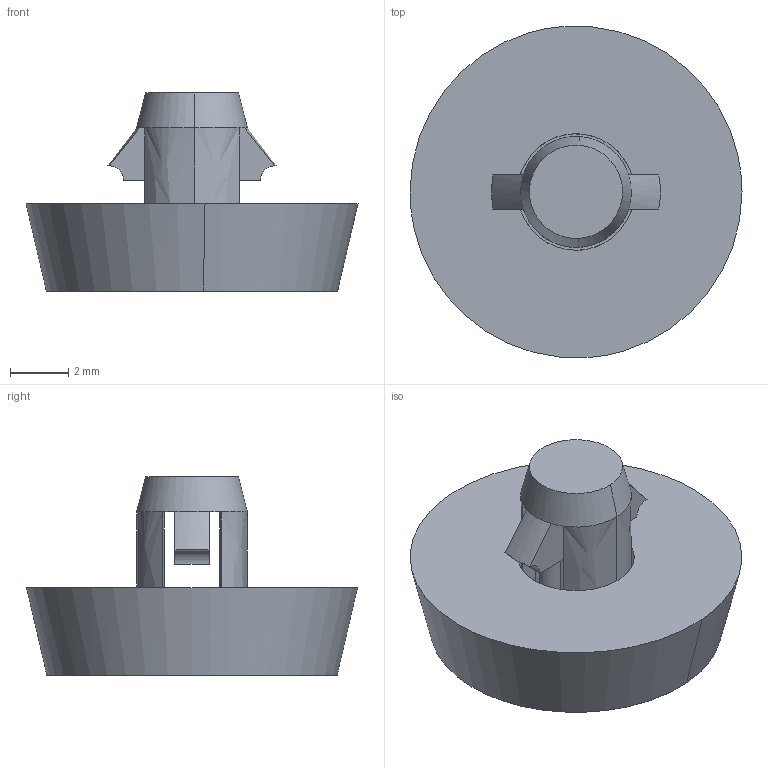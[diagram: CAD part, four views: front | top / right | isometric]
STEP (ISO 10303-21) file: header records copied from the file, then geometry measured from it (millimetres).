
FILE_DESCRIPTION((''),'2;1');
FILE_NAME('','2005-12-14T16:36:06',(''),(''),'','CADfix','');
FILE_SCHEMA(('AUTOMOTIVE_DESIGN'));
Length unit declared in the file: millimetre
Products named in the file (3): pin; foot; TM_214_2399_36
Assembly tree (2 placements, depth 2):
  TM_214_2399_36
    pin
    foot
Bounding box: 11.4 x 11.36 x 6.8 mm (x, y, z)
Volume: 257 mm3; surface area: 509.1 mm2
Topology: 2 solids, 2 shells, 55 faces, 155 edges, 103 vertices
Faces by surface type: bspline 55
Entity records: 1819 total; most frequent: CARTESIAN_POINT 879, ORIENTED_EDGE 310, EDGE_CURVE 155, VERTEX_POINT 103, QUASI_UNIFORM_CURVE 80, EDGE_LOOP 60, FACE_OUTER_BOUND 55, ADVANCED_FACE 55
